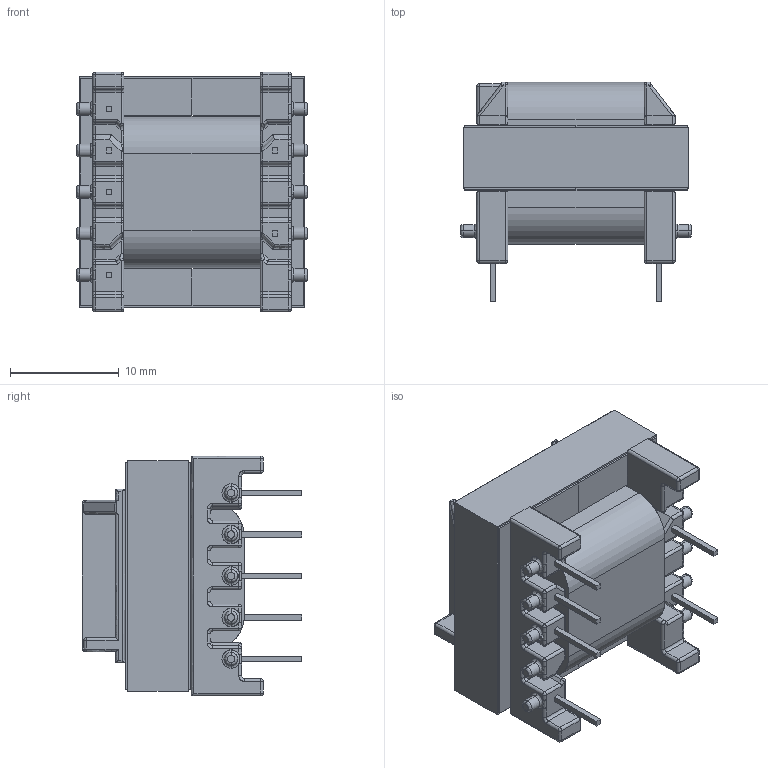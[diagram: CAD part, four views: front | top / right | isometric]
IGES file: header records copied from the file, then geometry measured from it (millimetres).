
Start section: SolidWorks IGES file using analytic representation for surfaces
Global section: file name: EE20-10-6_4989_MP2-6-8-10.IGS; native system: SolidWorks 2017; preprocessor: SolidWorks 2017; author: e.wtnPM; date: 210614.165940; units: millimetre
Bounding box: 21.22 x 20.12 x 22 mm (x, y, z)
Surface area: 6118.7 mm2 (no closed solid volume)
Topology: 0 solids, 0 shells, 578 faces, 3770 edges, 3719 vertices
Faces by surface type: revolution 298, bspline 280
